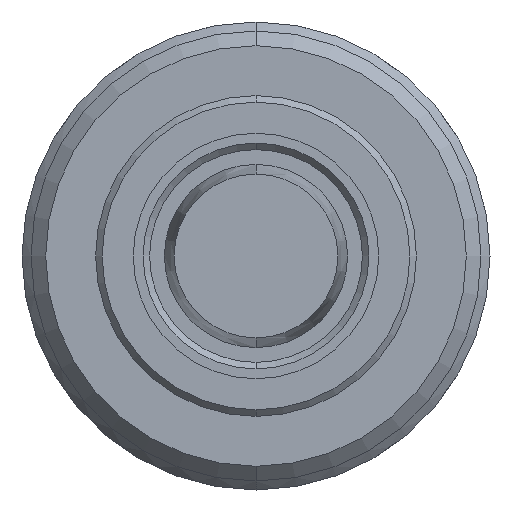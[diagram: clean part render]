
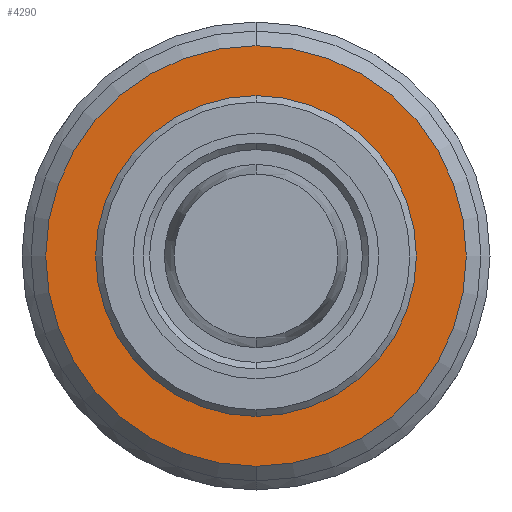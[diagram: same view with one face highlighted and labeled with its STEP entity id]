
A CAD part, front view. The second image highlights one B-rep face of the part: STEP entity #4290.
In plain terms, the highlighted planar face has unit normal (0, -1, 0).
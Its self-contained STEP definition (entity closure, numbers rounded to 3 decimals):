
#1757=CARTESIAN_POINT('',(0.,-3.2,0.));
#1758=DIRECTION('',(0.,-1.,0.));
#1759=DIRECTION('',(0.,0.,-1.));
#1760=AXIS2_PLACEMENT_3D('',#1757,#1758,#1759);
#1762=CARTESIAN_POINT('',(0.,-3.2,0.));
#1763=DIRECTION('',(0.,1.,0.));
#1764=DIRECTION('',(0.,0.,-1.));
#1765=AXIS2_PLACEMENT_3D('',#1762,#1763,#1764);
#1767=CARTESIAN_POINT('',(0.,-3.2,0.));
#1768=DIRECTION('',(0.,1.,0.));
#1769=DIRECTION('',(0.,0.,-1.));
#1770=AXIS2_PLACEMENT_3D('',#1767,#1768,#1769);
#1772=CARTESIAN_POINT('',(0.,-3.2,0.));
#1773=DIRECTION('',(0.,1.,0.));
#1774=DIRECTION('',(0.,0.,1.));
#1775=AXIS2_PLACEMENT_3D('',#1772,#1773,#1774);
#2167=CARTESIAN_POINT('',(0.,-3.2,-4.9));
#2168=CARTESIAN_POINT('',(0.,-3.2,4.9));
#2169=VERTEX_POINT('',#2167);
#2170=VERTEX_POINT('',#2168);
#2175=CARTESIAN_POINT('',(0.,-3.2,-6.425));
#2176=CARTESIAN_POINT('',(0.,-3.2,6.425));
#2177=VERTEX_POINT('',#2175);
#2178=VERTEX_POINT('',#2176);
#4275=CARTESIAN_POINT('',(0.,-3.2,0.));
#4276=DIRECTION('',(0.,1.,0.));
#4277=DIRECTION('',(0.,0.,-1.));
#4278=AXIS2_PLACEMENT_3D('',#4275,#4276,#4277);
#4279=PLANE('',#4278);
#4280=ORIENTED_EDGE('',*,*,#4257,.T.);
#4281=ORIENTED_EDGE('',*,*,#4242,.T.);
#4282=EDGE_LOOP('',(#4280,#4281));
#4283=FACE_OUTER_BOUND('',#4282,.F.);
#4285=ORIENTED_EDGE('',*,*,#4284,.T.);
#4287=ORIENTED_EDGE('',*,*,#4286,.F.);
#4288=EDGE_LOOP('',(#4285,#4287));
#4289=FACE_BOUND('',#4288,.F.);
#1761=CIRCLE('',#1760,4.9);
#1766=CIRCLE('',#1765,4.9);
#1771=CIRCLE('',#1770,6.425);
#1776=CIRCLE('',#1775,6.425);
#4242=EDGE_CURVE('',#2178,#2177,#1776,.T.);
#4257=EDGE_CURVE('',#2177,#2178,#1771,.T.);
#4284=EDGE_CURVE('',#2169,#2170,#1761,.T.);
#4286=EDGE_CURVE('',#2169,#2170,#1766,.T.);
#4290=ADVANCED_FACE('',(#4283,#4289),#4279,.F.);
